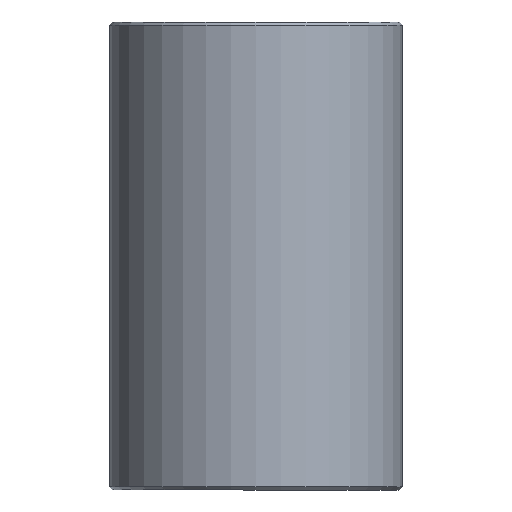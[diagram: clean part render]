
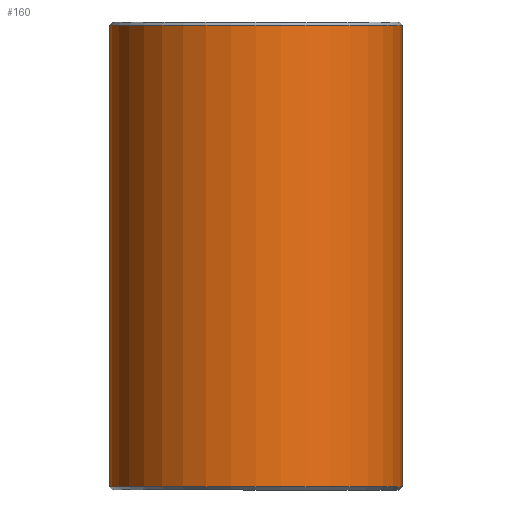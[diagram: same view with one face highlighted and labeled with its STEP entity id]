
A CAD part, front view. The second image highlights one B-rep face of the part: STEP entity #160.
In plain terms, the highlighted cylindrical face has radius 37.5 mm (diameter 75 mm), a full revolution.
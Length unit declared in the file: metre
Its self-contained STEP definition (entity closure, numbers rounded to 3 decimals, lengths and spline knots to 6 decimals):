
#160=ADVANCED_FACE('',(#186,#187),#188,.T.);
#186=FACE_OUTER_BOUND('',#4746,.T.);
#187=FACE_OUTER_BOUND('',#4747,.T.);
#188=CYLINDRICAL_SURFACE('',#4748,0.0375);
#4746=EDGE_LOOP('',(#9331));
#4747=EDGE_LOOP('',(#9332));
#4748=AXIS2_PLACEMENT_3D('',#9333,#9334,#9335);
#9331=ORIENTED_EDGE('',*,*,#9376,.T.);
#9332=ORIENTED_EDGE('',*,*,#9377,.F.);
#9333=CARTESIAN_POINT('',(0.0,0.0,0.));
#9334=DIRECTION('',(0.0,0.,-1.0));
#9335=DIRECTION('',(0.0,1.0,0.));
#9376=EDGE_CURVE('',#9408,#9408,#9409,.T.);
#9377=EDGE_CURVE('',#9410,#9410,#9411,.T.);
#9408=VERTEX_POINT('',#9680);
#9409=CIRCLE('',#9681,0.0375);
#9410=VERTEX_POINT('',#9682);
#9411=CIRCLE('',#9683,0.0375);
#9680=CARTESIAN_POINT('',(0.0,0.0375,0.1192));
#9681=AXIS2_PLACEMENT_3D('',#9716,#9717,#9718);
#9682=CARTESIAN_POINT('',(0.0,0.0375,0.0008));
#9683=AXIS2_PLACEMENT_3D('',#9719,#9720,#9721);
#9716=CARTESIAN_POINT('',(0.0,0.,0.1192));
#9717=DIRECTION('',(0.0,0.,-1.0));
#9718=DIRECTION('',(0.0,1.0,0.));
#9719=CARTESIAN_POINT('',(0.0,0.0,0.0008));
#9720=DIRECTION('',(0.0,0.,-1.0));
#9721=DIRECTION('',(0.0,1.0,0.));
